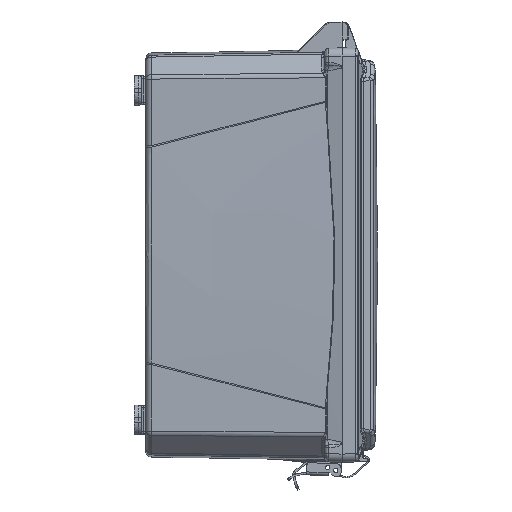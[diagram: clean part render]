
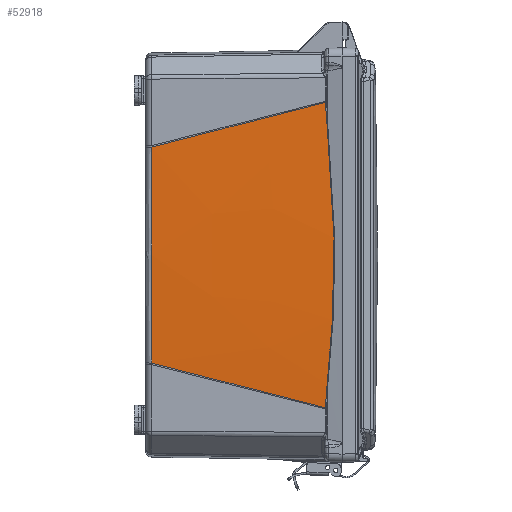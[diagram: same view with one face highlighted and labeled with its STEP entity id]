
A CAD part, front view. The second image highlights one B-rep face of the part: STEP entity #52918.
In plain terms, the highlighted free-form (B-spline) face has degree [3, 3] with [8, 4] control points.
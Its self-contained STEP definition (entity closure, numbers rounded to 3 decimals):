
#14576=CARTESIAN_POINT('',(-0.504,-7.157,
4.635));
#14577=CARTESIAN_POINT('',(-0.5,-7.159,
4.561));
#14578=CARTESIAN_POINT('',(-0.491,-7.164,
4.41));
#14579=CARTESIAN_POINT('',(-0.475,-7.171,
4.173));
#14580=CARTESIAN_POINT('',(-0.461,-7.175,
4.005));
#14581=CARTESIAN_POINT('',(-0.451,-7.178,
3.919));
#14595=CARTESIAN_POINT('',(-0.451,-7.178,
-3.919));
#14596=CARTESIAN_POINT('',(-0.461,-7.175,
-4.007));
#14597=CARTESIAN_POINT('',(-0.475,-7.171,
-4.177));
#14598=CARTESIAN_POINT('',(-0.492,-7.163,
-4.414));
#14599=CARTESIAN_POINT('',(-0.5,-7.159,
-4.563));
#14600=CARTESIAN_POINT('',(-0.504,-7.157,
-4.635));
#14614=CARTESIAN_POINT('',(-0.451,-7.178,
3.919));
#14615=CARTESIAN_POINT('',(-0.436,-7.181,
3.782));
#14616=CARTESIAN_POINT('',(-0.405,-7.189,
3.484));
#14617=CARTESIAN_POINT('',(-0.357,-7.201,
2.958));
#14618=CARTESIAN_POINT('',(-0.313,-7.212,
2.37));
#14619=CARTESIAN_POINT('',(-0.277,-7.221,
1.733));
#14620=CARTESIAN_POINT('',(-0.252,-7.228,
1.06));
#14621=CARTESIAN_POINT('',(-0.238,-7.231,
0.365));
#14622=CARTESIAN_POINT('',(-0.238,-7.231,
-0.338));
#14623=CARTESIAN_POINT('',(-0.251,-7.228,
-1.037));
#14624=CARTESIAN_POINT('',(-0.277,-7.221,
-1.715));
#14625=CARTESIAN_POINT('',(-0.313,-7.212,
-2.358));
#14626=CARTESIAN_POINT('',(-0.356,-7.201,
-2.952));
#14627=CARTESIAN_POINT('',(-0.404,-7.189,
-3.483));
#14628=CARTESIAN_POINT('',(-0.436,-7.181,
-3.782));
#14629=CARTESIAN_POINT('',(-0.451,-7.178,
-3.919));
#15861=CARTESIAN_POINT('',(-5.775,-7.065,
3.275));
#15874=CARTESIAN_POINT('',(-0.504,-7.157,
4.635));
#15875=CARTESIAN_POINT('',(-1.104,-7.146,
4.48));
#15876=CARTESIAN_POINT('',(-2.293,-7.126,
4.174));
#15877=CARTESIAN_POINT('',(-4.052,-7.095,
3.72));
#15878=CARTESIAN_POINT('',(-5.204,-7.075,
3.423));
#15879=CARTESIAN_POINT('',(-5.775,-7.065,
3.275));
#15911=CARTESIAN_POINT('',(-5.775,-7.065,
3.275));
#15912=CARTESIAN_POINT('',(-5.774,-7.096,
2.548));
#15913=CARTESIAN_POINT('',(-5.773,-7.137,
1.093));
#15914=CARTESIAN_POINT('',(-5.773,-7.137,
-1.093));
#15915=CARTESIAN_POINT('',(-5.774,-7.096,
-2.548));
#15916=CARTESIAN_POINT('',(-5.775,-7.065,
-3.275));
#15954=CARTESIAN_POINT('',(-5.775,-7.065,
-3.275));
#15955=CARTESIAN_POINT('',(-5.204,-7.075,
-3.423));
#15956=CARTESIAN_POINT('',(-4.052,-7.095,
-3.72));
#15957=CARTESIAN_POINT('',(-2.293,-7.126,
-4.174));
#15958=CARTESIAN_POINT('',(-1.104,-7.146,
-4.48));
#15959=CARTESIAN_POINT('',(-0.504,-7.157,
-4.635));
#15961=CARTESIAN_POINT('',(-0.504,-7.157,
-4.635));
#20052=VERTEX_POINT('',#15861);
#20054=VERTEX_POINT('',#15916);
#20682=VERTEX_POINT('',#15961);
#20684=VERTEX_POINT('',#14595);
#20686=VERTEX_POINT('',#14614);
#20688=VERTEX_POINT('',#14576);
#52872=CARTESIAN_POINT('',(-0.127,-7.158,
4.92));
#52873=CARTESIAN_POINT('',(-2.047,-7.124,
4.409));
#52874=CARTESIAN_POINT('',(-3.967,-7.091,
3.899));
#52875=CARTESIAN_POINT('',(-5.886,-7.057,
3.388));
#52876=CARTESIAN_POINT('',(-0.127,-7.159,
4.863));
#52877=CARTESIAN_POINT('',(-2.047,-7.126,
4.358));
#52878=CARTESIAN_POINT('',(-3.967,-7.092,
3.853));
#52879=CARTESIAN_POINT('',(-5.886,-7.059,
3.348));
#52880=CARTESIAN_POINT('',(-0.127,-7.193,
3.75));
#52881=CARTESIAN_POINT('',(-2.047,-7.159,
3.361));
#52882=CARTESIAN_POINT('',(-3.967,-7.126,
2.972));
#52883=CARTESIAN_POINT('',(-5.886,-7.092,
2.583));
#52884=CARTESIAN_POINT('',(-0.127,-7.235,
1.583));
#52885=CARTESIAN_POINT('',(-2.047,-7.202,
1.419));
#52886=CARTESIAN_POINT('',(-3.967,-7.168,
1.254));
#52887=CARTESIAN_POINT('',(-5.886,-7.135,
1.09));
#52888=CARTESIAN_POINT('',(-0.127,-7.235,
-1.583));
#52889=CARTESIAN_POINT('',(-2.047,-7.202,
-1.419));
#52890=CARTESIAN_POINT('',(-3.967,-7.168,
-1.254));
#52891=CARTESIAN_POINT('',(-5.886,-7.135,
-1.09));
#52892=CARTESIAN_POINT('',(-0.127,-7.193,
-3.75));
#52893=CARTESIAN_POINT('',(-2.047,-7.159,
-3.361));
#52894=CARTESIAN_POINT('',(-3.967,-7.126,
-2.972));
#52895=CARTESIAN_POINT('',(-5.886,-7.092,
-2.583));
#52896=CARTESIAN_POINT('',(-0.127,-7.159,
-4.863));
#52897=CARTESIAN_POINT('',(-2.047,-7.126,
-4.358));
#52898=CARTESIAN_POINT('',(-3.967,-7.092,
-3.853));
#52899=CARTESIAN_POINT('',(-5.886,-7.059,
-3.348));
#52900=CARTESIAN_POINT('',(-0.127,-7.158,
-4.92));
#52901=CARTESIAN_POINT('',(-2.047,-7.124,
-4.409));
#52902=CARTESIAN_POINT('',(-3.967,-7.091,
-3.899));
#52903=CARTESIAN_POINT('',(-5.886,-7.057,
-3.388));
#52904=B_SPLINE_SURFACE_WITH_KNOTS('',3,3,((#52872,#52873,#52874,#52875),
(#52876,#52877,#52878,#52879),(#52880,#52881,#52882,#52883),(#52884,#52885,
#52886,#52887),(#52888,#52889,#52890,#52891),(#52892,#52893,#52894,#52895),(
#52896,#52897,#52898,#52899),(#52900,#52901,#52902,#52903)),.UNSPECIFIED.,.F.,
.F.,.F.,(4,1,1,1,1,4),(4,4),(-0.018,0.,0.333,
0.667,1.,1.018),(0.021,0.988),
.UNSPECIFIED.);
#52906=ORIENTED_EDGE('',*,*,#52905,.T.);
#52908=ORIENTED_EDGE('',*,*,#52907,.F.);
#52910=ORIENTED_EDGE('',*,*,#52909,.F.);
#52912=ORIENTED_EDGE('',*,*,#52911,.F.);
#52913=ORIENTED_EDGE('',*,*,#52862,.T.);
#52915=ORIENTED_EDGE('',*,*,#52914,.T.);
#52916=EDGE_LOOP('',(#52906,#52908,#52910,#52912,#52913,#52915));
#52917=FACE_OUTER_BOUND('',#52916,.F.);
#52918=ADVANCED_FACE('',(#52917),#52904,.F.);
#14582=B_SPLINE_CURVE_WITH_KNOTS('',3,(#14576,#14577,#14578,#14579,#14580,
#14581),.UNSPECIFIED.,.F.,.F.,(4,1,1,4),(0.,0.333,
0.667,1.),.UNSPECIFIED.);
#14601=B_SPLINE_CURVE_WITH_KNOTS('',3,(#14595,#14596,#14597,#14598,#14599,
#14600),.UNSPECIFIED.,.F.,.F.,(4,1,1,4),(0.,0.333,
0.667,1.),.UNSPECIFIED.);
#14630=B_SPLINE_CURVE_WITH_KNOTS('',3,(#14614,#14615,#14616,#14617,#14618,
#14619,#14620,#14621,#14622,#14623,#14624,#14625,#14626,#14627,#14628,#14629),
.UNSPECIFIED.,.F.,.F.,(4,1,1,1,1,1,1,1,1,1,1,1,1,4),(0.,0.077,
0.154,0.231,0.308,0.385,
0.462,0.538,0.615,0.692,
0.769,0.846,0.923,1.),.UNSPECIFIED.);
#15880=B_SPLINE_CURVE_WITH_KNOTS('',3,(#15874,#15875,#15876,#15877,#15878,
#15879),.UNSPECIFIED.,.F.,.F.,(4,1,1,4),(0.,0.333,
0.667,1.),.UNSPECIFIED.);
#15917=B_SPLINE_CURVE_WITH_KNOTS('',3,(#15911,#15912,#15913,#15914,#15915,
#15916),.UNSPECIFIED.,.F.,.F.,(4,1,1,4),(0.,0.333,
0.667,1.),.UNSPECIFIED.);
#15960=B_SPLINE_CURVE_WITH_KNOTS('',3,(#15954,#15955,#15956,#15957,#15958,
#15959),.UNSPECIFIED.,.F.,.F.,(4,1,1,4),(0.,0.333,
0.667,1.),.UNSPECIFIED.);
#52862=EDGE_CURVE('',#20688,#20686,#14582,.T.);
#52905=EDGE_CURVE('',#20684,#20682,#14601,.T.);
#52907=EDGE_CURVE('',#20054,#20682,#15960,.T.);
#52909=EDGE_CURVE('',#20052,#20054,#15917,.T.);
#52911=EDGE_CURVE('',#20688,#20052,#15880,.T.);
#52914=EDGE_CURVE('',#20686,#20684,#14630,.T.);
